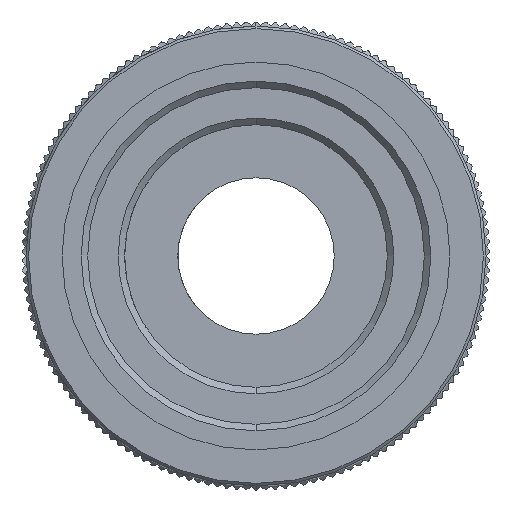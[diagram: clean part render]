
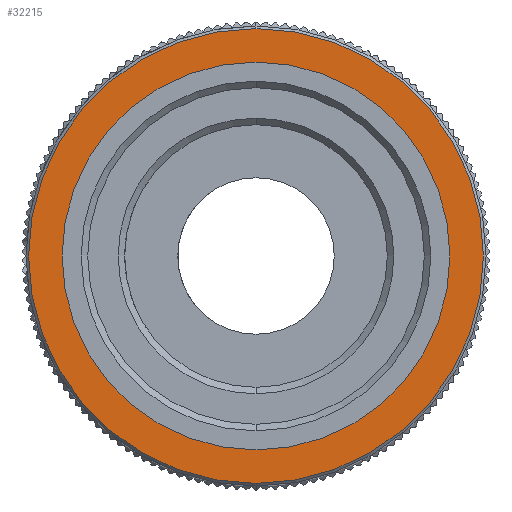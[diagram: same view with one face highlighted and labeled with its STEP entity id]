
A CAD part, left-side view. The second image highlights one B-rep face of the part: STEP entity #32215.
In plain terms, the highlighted planar face has unit normal (-1, 0, 0).
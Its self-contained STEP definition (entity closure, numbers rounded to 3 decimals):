
#235 = ORIENTED_EDGE ( 'NONE', *, *, #20594, .T. ) ;
#1627 = AXIS2_PLACEMENT_3D ( 'NONE', #32040, #8474, #5173 ) ;
#2173 = ORIENTED_EDGE ( 'NONE', *, *, #18683, .T. ) ;
#2675 = EDGE_CURVE ( 'NONE', #17056, #20114, #12114, .T. ) ;
#2694 = AXIS2_PLACEMENT_3D ( 'NONE', #27380, #19814, #7050 ) ;
#4622 = DIRECTION ( 'NONE',  ( 0., 0., 1. ) ) ;
#5063 = DIRECTION ( 'NONE',  ( 1., 0., 0. ) ) ;
#5173 = DIRECTION ( 'NONE',  ( 0., 0., 1. ) ) ;
#6727 = PLANE ( 'NONE',  #2694 ) ;
#7050 = DIRECTION ( 'NONE',  ( 0., 0., 1. ) ) ;
#7217 = CARTESIAN_POINT ( 'NONE',  ( -44.717, -16.445, -9.285 ) ) ;
#7616 = ORIENTED_EDGE ( 'NONE', *, *, #2675, .T. ) ;
#7722 = DIRECTION ( 'NONE',  ( 0., 0., 1. ) ) ;
#8245 = VERTEX_POINT ( 'NONE', #32041 ) ;
#8474 = DIRECTION ( 'NONE',  ( -1., 0., 0. ) ) ;
#8665 = EDGE_LOOP ( 'NONE', ( #2173, #235 ) ) ;
#11399 = CIRCLE ( 'NONE', #25651, 17.3 ) ;
#12114 = CIRCLE ( 'NONE', #1627, 17.3 ) ;
#12276 = ORIENTED_EDGE ( 'NONE', *, *, #29369, .T. ) ;
#12921 = CARTESIAN_POINT ( 'NONE',  ( -44.717, -16.445, -9.285 ) ) ;
#15073 = VERTEX_POINT ( 'NONE', #24616 ) ;
#16892 = FACE_OUTER_BOUND ( 'NONE', #32504, .T. ) ;
#17056 = VERTEX_POINT ( 'NONE', #23968 ) ;
#18683 = EDGE_CURVE ( 'NONE', #15073, #8245, #23431, .T. ) ;
#19612 = AXIS2_PLACEMENT_3D ( 'NONE', #7217, #26132, #4622 ) ;
#19814 = DIRECTION ( 'NONE',  ( -1., 0., 0. ) ) ;
#20114 = VERTEX_POINT ( 'NONE', #22155 ) ;
#20594 = EDGE_CURVE ( 'NONE', #8245, #15073, #22956, .T. ) ;
#22155 = CARTESIAN_POINT ( 'NONE',  ( -44.717, -16.445, -26.585 ) ) ;
#22956 = CIRCLE ( 'NONE', #31188, 14.7 ) ;
#23387 = DIRECTION ( 'NONE',  ( -1., 0., 0. ) ) ;
#23431 = CIRCLE ( 'NONE', #19612, 14.7 ) ;
#23968 = CARTESIAN_POINT ( 'NONE',  ( -44.717, -16.445, 8.015 ) ) ;
#24616 = CARTESIAN_POINT ( 'NONE',  ( -44.717, -16.445, 5.415 ) ) ;
#25128 = FACE_BOUND ( 'NONE', #8665, .T. ) ;
#25547 = DIRECTION ( 'NONE',  ( 0., 0., 1. ) ) ;
#25651 = AXIS2_PLACEMENT_3D ( 'NONE', #12921, #23387, #7722 ) ;
#26132 = DIRECTION ( 'NONE',  ( 1., 0., 0. ) ) ;
#27380 = CARTESIAN_POINT ( 'NONE',  ( -44.717, -16.445, -9.285 ) ) ;
#29369 = EDGE_CURVE ( 'NONE', #20114, #17056, #11399, .T. ) ;
#31188 = AXIS2_PLACEMENT_3D ( 'NONE', #33817, #5063, #25547 ) ;
#32040 = CARTESIAN_POINT ( 'NONE',  ( -44.717, -16.445, -9.285 ) ) ;
#32041 = CARTESIAN_POINT ( 'NONE',  ( -44.717, -16.445, -23.985 ) ) ;
#32215 = ADVANCED_FACE ( 'NONE', ( #25128, #16892 ), #6727, .T. ) ;
#32504 = EDGE_LOOP ( 'NONE', ( #12276, #7616 ) ) ;
#33817 = CARTESIAN_POINT ( 'NONE',  ( -44.717, -16.445, -9.285 ) ) ;
